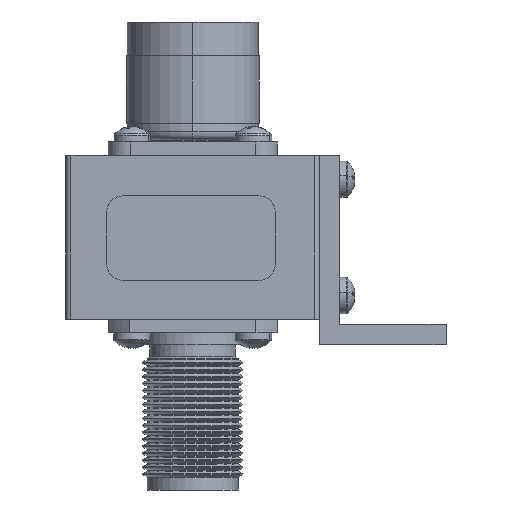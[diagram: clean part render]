
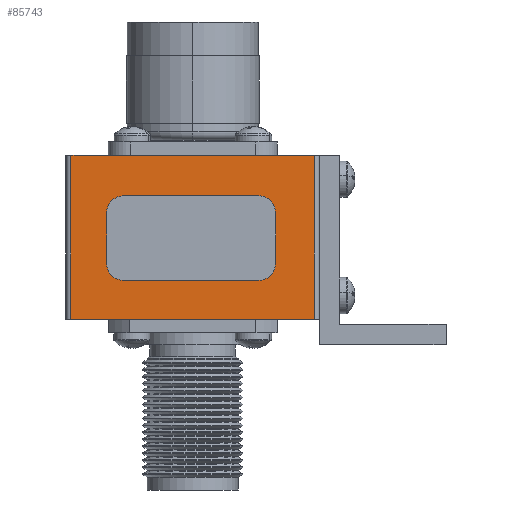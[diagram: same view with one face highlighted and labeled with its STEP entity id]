
A CAD part, front view. The second image highlights one B-rep face of the part: STEP entity #85743.
In plain terms, the highlighted planar face has unit normal (0, -1, 0).
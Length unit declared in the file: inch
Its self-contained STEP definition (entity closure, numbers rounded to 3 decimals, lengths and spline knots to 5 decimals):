
#898 = DIRECTION ( 'NONE',  ( 0., 1., 0. ) ) ;
#2704 = ORIENTED_EDGE ( 'NONE', *, *, #16291, .T. ) ;
#4485 = VERTEX_POINT ( 'NONE', #49609 ) ;
#6515 = CARTESIAN_POINT ( 'NONE',  ( -0.72, -0.25, 0.485 ) ) ;
#8292 = FACE_OUTER_BOUND ( 'NONE', #77449, .T. ) ;
#8534 = VERTEX_POINT ( 'NONE', #74231 ) ;
#12699 = DIRECTION ( 'NONE',  ( 0., 0., -1. ) ) ;
#13185 = LINE ( 'NONE', #60701, #18712 ) ;
#14200 = VERTEX_POINT ( 'NONE', #16840 ) ;
#14318 = CARTESIAN_POINT ( 'NONE',  ( -0.75, -0.25, 0.485 ) ) ;
#14812 = EDGE_CURVE ( 'NONE', #4485, #22414, #67935, .T. ) ;
#16291 = EDGE_CURVE ( 'NONE', #8534, #14200, #13185, .T. ) ;
#16840 = CARTESIAN_POINT ( 'NONE',  ( 0.72, -0.25, -0.485 ) ) ;
#18712 = VECTOR ( 'NONE', #21095, 39.37008 ) ;
#21095 = DIRECTION ( 'NONE',  ( 1., 0., 0. ) ) ;
#22414 = VERTEX_POINT ( 'NONE', #61444 ) ;
#24321 = ORIENTED_EDGE ( 'NONE', *, *, #67651, .T. ) ;
#28607 = CARTESIAN_POINT ( 'NONE',  ( -0.75, -0.25, 0.485 ) ) ;
#31098 = CARTESIAN_POINT ( 'NONE',  ( 0.72, -0.25, 0.485 ) ) ;
#31162 = VECTOR ( 'NONE', #39868, 39.37008 ) ;
#37396 = EDGE_CURVE ( 'NONE', #4485, #8534, #80366, .T. ) ;
#39868 = DIRECTION ( 'NONE',  ( 1., 0., 0. ) ) ;
#44749 = DIRECTION ( 'NONE',  ( 0., 0., 1. ) ) ;
#45129 = VECTOR ( 'NONE', #44749, 39.37008 ) ;
#49609 = CARTESIAN_POINT ( 'NONE',  ( -0.72, -0.25, 0.485 ) ) ;
#55478 = DIRECTION ( 'NONE',  ( 0., 0., 1. ) ) ;
#60701 = CARTESIAN_POINT ( 'NONE',  ( -0.75, -0.25, -0.485 ) ) ;
#61178 = PLANE ( 'NONE',  #68459 ) ;
#61444 = CARTESIAN_POINT ( 'NONE',  ( 0.72, -0.25, 0.485 ) ) ;
#64490 = LINE ( 'NONE', #31098, #45129 ) ;
#64886 = ORIENTED_EDGE ( 'NONE', *, *, #14812, .F. ) ;
#67651 = EDGE_CURVE ( 'NONE', #14200, #22414, #64490, .T. ) ;
#67935 = LINE ( 'NONE', #14318, #31162 ) ;
#68459 = AXIS2_PLACEMENT_3D ( 'NONE', #28607, #898, #55478 ) ;
#69405 = VECTOR ( 'NONE', #12699, 39.37008 ) ;
#72223 = ORIENTED_EDGE ( 'NONE', *, *, #37396, .T. ) ;
#74231 = CARTESIAN_POINT ( 'NONE',  ( -0.72, -0.25, -0.485 ) ) ;
#77449 = EDGE_LOOP ( 'NONE', ( #64886, #72223, #2704, #24321 ) ) ;
#80366 = LINE ( 'NONE', #6515, #69405 ) ;
#85743 = ADVANCED_FACE ( 'NONE', ( #8292 ), #61178, .F. ) ;
